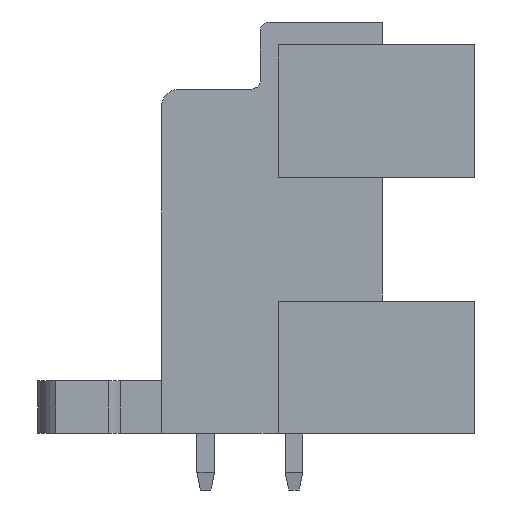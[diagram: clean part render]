
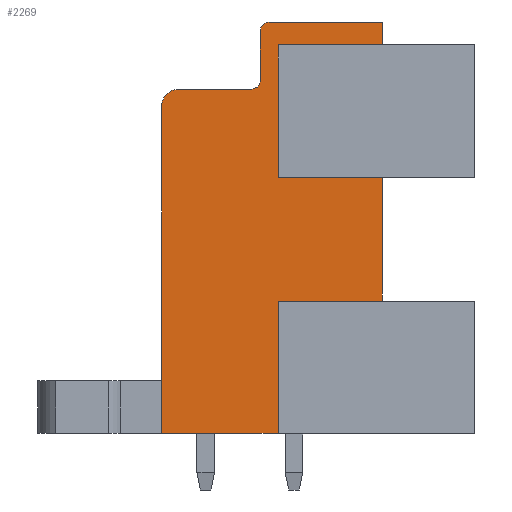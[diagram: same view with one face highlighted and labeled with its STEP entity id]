
A CAD part, left-side view. The second image highlights one B-rep face of the part: STEP entity #2269.
In plain terms, the highlighted planar face has unit normal (-1, 0, 0).
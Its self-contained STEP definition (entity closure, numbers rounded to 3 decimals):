
#105=AXIS2_PLACEMENT_3D('Plane Axis2P3D',#102,#103,#104) ;
#1974=AXIS2_PLACEMENT_3D('Circle Axis2P3D',#1972,#1973,$) ;
#2022=AXIS2_PLACEMENT_3D('Circle Axis2P3D',#2020,#2021,$) ;
#2070=AXIS2_PLACEMENT_3D('Circle Axis2P3D',#2068,#2069,$) ;
#36=CARTESIAN_POINT('Line Origine',(0.7,11.1,6.95)) ;
#40=CARTESIAN_POINT('Vertex',(0.7,11.1,10.7)) ;
#42=CARTESIAN_POINT('Vertex',(0.7,11.1,3.2)) ;
#102=CARTESIAN_POINT('Axis2P3D Location',(0.7,0.,0.)) ;
#142=CARTESIAN_POINT('Line Origine',(0.7,11.1,21.45)) ;
#146=CARTESIAN_POINT('Vertex',(0.7,11.1,25.2)) ;
#148=CARTESIAN_POINT('Vertex',(0.7,11.1,17.7)) ;
#1134=CARTESIAN_POINT('Vertex',(0.7,5.2,17.7)) ;
#1137=CARTESIAN_POINT('Line Origine',(0.7,5.2,14.2)) ;
#1141=CARTESIAN_POINT('Vertex',(0.7,5.2,10.7)) ;
#1914=CARTESIAN_POINT('Vertex',(0.7,5.2,26.5)) ;
#1917=CARTESIAN_POINT('Line Origine',(0.7,5.2,25.85)) ;
#1921=CARTESIAN_POINT('Vertex',(0.7,5.2,25.2)) ;
#1945=CARTESIAN_POINT('Vertex',(0.7,11.6,26.5)) ;
#1948=CARTESIAN_POINT('Line Origine',(0.7,8.4,26.5)) ;
#1969=CARTESIAN_POINT('Vertex',(0.7,12.1,26.)) ;
#1972=CARTESIAN_POINT('Axis2P3D Location',(0.7,11.6,26.)) ;
#1993=CARTESIAN_POINT('Vertex',(0.7,12.1,23.2)) ;
#1996=CARTESIAN_POINT('Line Origine',(0.7,12.1,24.6)) ;
#2017=CARTESIAN_POINT('Vertex',(0.7,12.6,22.7)) ;
#2020=CARTESIAN_POINT('Axis2P3D Location',(0.7,12.6,23.2)) ;
#2041=CARTESIAN_POINT('Vertex',(0.7,16.7,22.7)) ;
#2044=CARTESIAN_POINT('Line Origine',(0.7,14.65,22.7)) ;
#2065=CARTESIAN_POINT('Vertex',(0.7,17.7,21.7)) ;
#2068=CARTESIAN_POINT('Axis2P3D Location',(0.7,16.7,21.7)) ;
#2175=CARTESIAN_POINT('Vertex',(0.7,17.7,3.2)) ;
#2178=CARTESIAN_POINT('Line Origine',(0.7,17.7,12.45)) ;
#2232=CARTESIAN_POINT('Line Origine',(0.7,8.15,17.7)) ;
#2237=CARTESIAN_POINT('Line Origine',(0.7,8.15,25.2)) ;
#2242=CARTESIAN_POINT('Line Origine',(0.7,14.4,3.2)) ;
#2247=CARTESIAN_POINT('Line Origine',(0.7,8.15,10.7)) ;
#37=DIRECTION('Vector Direction',(0.,0.,1.)) ;
#103=DIRECTION('Axis2P3D Direction',(-1.,0.,0.)) ;
#104=DIRECTION('Axis2P3D XDirection',(0.,-1.,0.)) ;
#143=DIRECTION('Vector Direction',(0.,0.,1.)) ;
#1138=DIRECTION('Vector Direction',(0.,0.,-1.)) ;
#1918=DIRECTION('Vector Direction',(0.,0.,-1.)) ;
#1949=DIRECTION('Vector Direction',(0.,-1.,0.)) ;
#1973=DIRECTION('Axis2P3D Direction',(-1.,0.,0.)) ;
#1997=DIRECTION('Vector Direction',(0.,0.,1.)) ;
#2021=DIRECTION('Axis2P3D Direction',(-1.,0.,0.)) ;
#2045=DIRECTION('Vector Direction',(0.,-1.,0.)) ;
#2069=DIRECTION('Axis2P3D Direction',(-1.,0.,0.)) ;
#2179=DIRECTION('Vector Direction',(0.,0.,1.)) ;
#2233=DIRECTION('Vector Direction',(0.,1.,0.)) ;
#2238=DIRECTION('Vector Direction',(0.,-1.,0.)) ;
#2243=DIRECTION('Vector Direction',(0.,1.,0.)) ;
#2248=DIRECTION('Vector Direction',(0.,-1.,0.)) ;
#38=VECTOR('Line Direction',#37,1.) ;
#144=VECTOR('Line Direction',#143,1.) ;
#1139=VECTOR('Line Direction',#1138,1.) ;
#1919=VECTOR('Line Direction',#1918,1.) ;
#1950=VECTOR('Line Direction',#1949,1.) ;
#1998=VECTOR('Line Direction',#1997,1.) ;
#2046=VECTOR('Line Direction',#2045,1.) ;
#2180=VECTOR('Line Direction',#2179,1.) ;
#2234=VECTOR('Line Direction',#2233,1.) ;
#2239=VECTOR('Line Direction',#2238,1.) ;
#2244=VECTOR('Line Direction',#2243,1.) ;
#2249=VECTOR('Line Direction',#2248,1.) ;
#2253=ORIENTED_EDGE('',*,*,#2236,.F.) ;
#2254=ORIENTED_EDGE('',*,*,#150,.F.) ;
#2255=ORIENTED_EDGE('',*,*,#2241,.F.) ;
#2256=ORIENTED_EDGE('',*,*,#1923,.T.) ;
#2257=ORIENTED_EDGE('',*,*,#1952,.T.) ;
#2258=ORIENTED_EDGE('',*,*,#1976,.T.) ;
#2259=ORIENTED_EDGE('',*,*,#2000,.T.) ;
#2260=ORIENTED_EDGE('',*,*,#2024,.T.) ;
#2261=ORIENTED_EDGE('',*,*,#2048,.T.) ;
#2262=ORIENTED_EDGE('',*,*,#2072,.T.) ;
#2263=ORIENTED_EDGE('',*,*,#2182,.T.) ;
#2264=ORIENTED_EDGE('',*,*,#2246,.T.) ;
#2265=ORIENTED_EDGE('',*,*,#44,.F.) ;
#2266=ORIENTED_EDGE('',*,*,#2251,.F.) ;
#2267=ORIENTED_EDGE('',*,*,#1143,.T.) ;
#2269=ADVANCED_FACE('Housing',(#2268),#106,.T.) ;
#1975=CIRCLE('generated circle',#1974,0.5) ;
#2023=CIRCLE('generated circle',#2022,0.5) ;
#2071=CIRCLE('generated circle',#2070,1.) ;
#44=EDGE_CURVE('',#41,#43,#39,.F.) ;
#150=EDGE_CURVE('',#147,#149,#145,.F.) ;
#1143=EDGE_CURVE('',#1142,#1135,#1140,.F.) ;
#1923=EDGE_CURVE('',#1922,#1915,#1920,.F.) ;
#1952=EDGE_CURVE('',#1915,#1946,#1951,.F.) ;
#1976=EDGE_CURVE('',#1946,#1970,#1975,.T.) ;
#2000=EDGE_CURVE('',#1970,#1994,#1999,.F.) ;
#2024=EDGE_CURVE('',#1994,#2018,#2023,.F.) ;
#2048=EDGE_CURVE('',#2018,#2042,#2047,.F.) ;
#2072=EDGE_CURVE('',#2042,#2066,#2071,.T.) ;
#2182=EDGE_CURVE('',#2066,#2176,#2181,.F.) ;
#2236=EDGE_CURVE('',#149,#1135,#2235,.F.) ;
#2241=EDGE_CURVE('',#1922,#147,#2240,.F.) ;
#2246=EDGE_CURVE('',#2176,#43,#2245,.F.) ;
#2251=EDGE_CURVE('',#1142,#41,#2250,.F.) ;
#2252=EDGE_LOOP('',(#2253,#2254,#2255,#2256,#2257,#2258,#2259,#2260,#2261,#2262,#2263,#2264,#2265,#2266,#2267)) ;
#2268=FACE_OUTER_BOUND('',#2252,.T.) ;
#39=LINE('Line',#36,#38) ;
#145=LINE('Line',#142,#144) ;
#1140=LINE('Line',#1137,#1139) ;
#1920=LINE('Line',#1917,#1919) ;
#1951=LINE('Line',#1948,#1950) ;
#1999=LINE('Line',#1996,#1998) ;
#2047=LINE('Line',#2044,#2046) ;
#2181=LINE('Line',#2178,#2180) ;
#2235=LINE('Line',#2232,#2234) ;
#2240=LINE('Line',#2237,#2239) ;
#2245=LINE('Line',#2242,#2244) ;
#2250=LINE('Line',#2247,#2249) ;
#106=PLANE('',#105) ;
#41=VERTEX_POINT('',#40) ;
#43=VERTEX_POINT('',#42) ;
#147=VERTEX_POINT('',#146) ;
#149=VERTEX_POINT('',#148) ;
#1135=VERTEX_POINT('',#1134) ;
#1142=VERTEX_POINT('',#1141) ;
#1915=VERTEX_POINT('',#1914) ;
#1922=VERTEX_POINT('',#1921) ;
#1946=VERTEX_POINT('',#1945) ;
#1970=VERTEX_POINT('',#1969) ;
#1994=VERTEX_POINT('',#1993) ;
#2018=VERTEX_POINT('',#2017) ;
#2042=VERTEX_POINT('',#2041) ;
#2066=VERTEX_POINT('',#2065) ;
#2176=VERTEX_POINT('',#2175) ;
